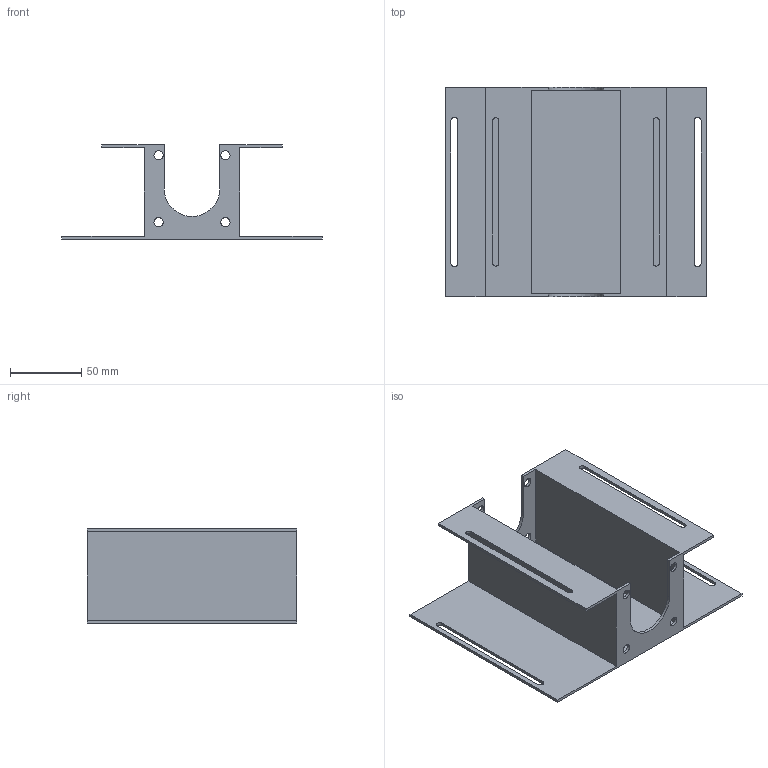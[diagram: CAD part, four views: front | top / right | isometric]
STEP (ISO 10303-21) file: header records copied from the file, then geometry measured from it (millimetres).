
FILE_DESCRIPTION(('CATIA V5 STEP Exchange'),'2;1');
FILE_NAME('Verin carenage.stp','2020-08-27T12:11:52+00:00',('none'),('none'),'CATIA Version 5 Release 20 GA (IN-10)','CATIA V5 STEP AP203','none');
FILE_SCHEMA(('CONFIG_CONTROL_DESIGN'));
Length unit declared in the file: millimetre
Products named in the file (1): Vérin avec carénage
Bounding box: 183 x 147 x 66.5 mm (x, y, z)
Volume: 132027.3 mm3; surface area: 117125.9 mm2
Topology: 1 solids, 1 shells, 58 faces, 170 edges, 114 vertices
Faces by surface type: plane 32, cylinder 26
Entity records: 1915 total; most frequent: ORIENTED_EDGE 340, CARTESIAN_POINT 330, DIRECTION 260, EDGE_CURVE 170, VECTOR 118, LINE 118, VERTEX_POINT 114, AXIS2_PLACEMENT_3D 98
